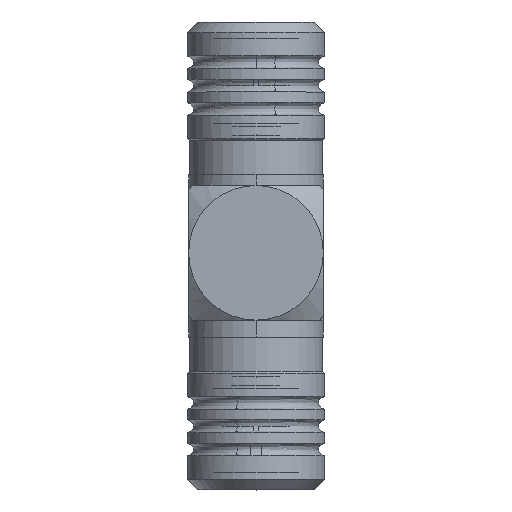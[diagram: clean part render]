
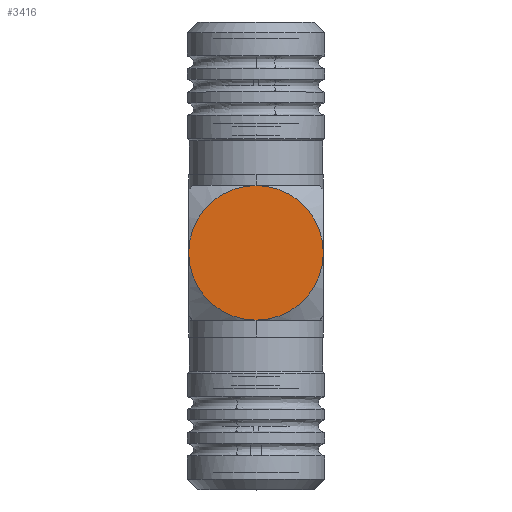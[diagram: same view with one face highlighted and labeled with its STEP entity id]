
A CAD part, top view. The second image highlights one B-rep face of the part: STEP entity #3416.
In plain terms, the highlighted face is planar.
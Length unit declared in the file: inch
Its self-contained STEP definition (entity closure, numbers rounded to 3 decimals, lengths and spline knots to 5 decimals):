
#237 = ORIENTED_EDGE ( 'NONE', *, *, #14350, .F. ) ;
#310 = DIRECTION ( 'NONE',  ( 0., 0., 1. ) ) ;
#810 = ORIENTED_EDGE ( 'NONE', *, *, #3579, .F. ) ;
#1027 = VERTEX_POINT ( 'NONE', #14731 ) ;
#1097 = CARTESIAN_POINT ( 'NONE',  ( 0.12598, 0., -0.125 ) ) ;
#1822 = VERTEX_POINT ( 'NONE', #2501 ) ;
#2105 = VERTEX_POINT ( 'NONE', #1097 ) ;
#2252 = FACE_OUTER_BOUND ( 'NONE', #9994, .T. ) ;
#2501 = CARTESIAN_POINT ( 'NONE',  ( 0.12598, 0.125, 0. ) ) ;
#3401 = CARTESIAN_POINT ( 'NONE',  ( 0.12598, 0., 0. ) ) ;
#3416 = ADVANCED_FACE ( 'NONE', ( #2252 ), #7012, .F. ) ;
#3579 = EDGE_CURVE ( 'NONE', #1027, #7950, #12445, .T. ) ;
#3793 = EDGE_CURVE ( 'NONE', #7950, #1822, #12206, .T. ) ;
#4279 = AXIS2_PLACEMENT_3D ( 'NONE', #3401, #10400, #14213 ) ;
#4670 = CARTESIAN_POINT ( 'NONE',  ( 0.12598, 0., 0. ) ) ;
#5322 = CARTESIAN_POINT ( 'NONE',  ( 0.12598, 0., 0. ) ) ;
#5482 = DIRECTION ( 'NONE',  ( 0., 0., 1. ) ) ;
#5488 = ORIENTED_EDGE ( 'NONE', *, *, #3793, .F. ) ;
#5500 = AXIS2_PLACEMENT_3D ( 'NONE', #4670, #9413, #14153 ) ;
#5757 = AXIS2_PLACEMENT_3D ( 'NONE', #11973, #10878, #310 ) ;
#6550 = EDGE_CURVE ( 'NONE', #1822, #2105, #12571, .T. ) ;
#7012 = PLANE ( 'NONE',  #5500 ) ;
#7289 = CARTESIAN_POINT ( 'NONE',  ( 0.12598, 0., 0.125 ) ) ;
#7950 = VERTEX_POINT ( 'NONE', #7289 ) ;
#7984 = DIRECTION ( 'NONE',  ( -1., 0., 0. ) ) ;
#7987 = CARTESIAN_POINT ( 'NONE',  ( 0.12598, 0., 0. ) ) ;
#8453 = CIRCLE ( 'NONE', #11172, 0.125 ) ;
#8510 = ORIENTED_EDGE ( 'NONE', *, *, #6550, .F. ) ;
#9413 = DIRECTION ( 'NONE',  ( -1., 0., 0. ) ) ;
#9994 = EDGE_LOOP ( 'NONE', ( #237, #8510, #5488, #810 ) ) ;
#10386 = DIRECTION ( 'NONE',  ( 0., 0., 1. ) ) ;
#10400 = DIRECTION ( 'NONE',  ( -1., 0., 0. ) ) ;
#10878 = DIRECTION ( 'NONE',  ( -1., 0., 0. ) ) ;
#11172 = AXIS2_PLACEMENT_3D ( 'NONE', #5322, #7984, #5482 ) ;
#11840 = AXIS2_PLACEMENT_3D ( 'NONE', #7987, #12639, #10386 ) ;
#11973 = CARTESIAN_POINT ( 'NONE',  ( 0.12598, 0., 0. ) ) ;
#12206 = CIRCLE ( 'NONE', #4279, 0.125 ) ;
#12445 = CIRCLE ( 'NONE', #5757, 0.125 ) ;
#12571 = CIRCLE ( 'NONE', #11840, 0.125 ) ;
#12639 = DIRECTION ( 'NONE',  ( -1., 0., 0. ) ) ;
#14153 = DIRECTION ( 'NONE',  ( 0., -1., 0. ) ) ;
#14213 = DIRECTION ( 'NONE',  ( 0., 0., 1. ) ) ;
#14350 = EDGE_CURVE ( 'NONE', #2105, #1027, #8453, .T. ) ;
#14731 = CARTESIAN_POINT ( 'NONE',  ( 0.12598, -0.125, 0. ) ) ;
